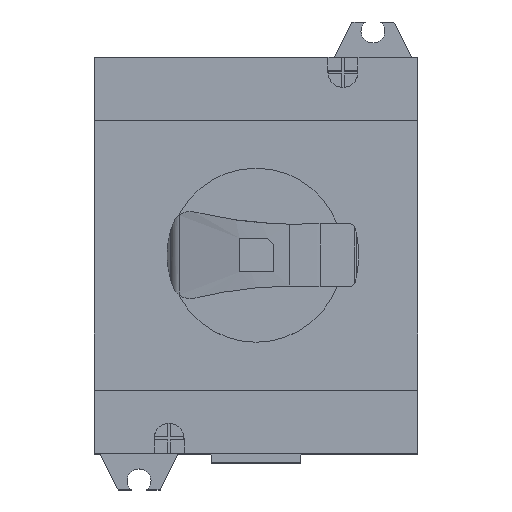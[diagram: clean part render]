
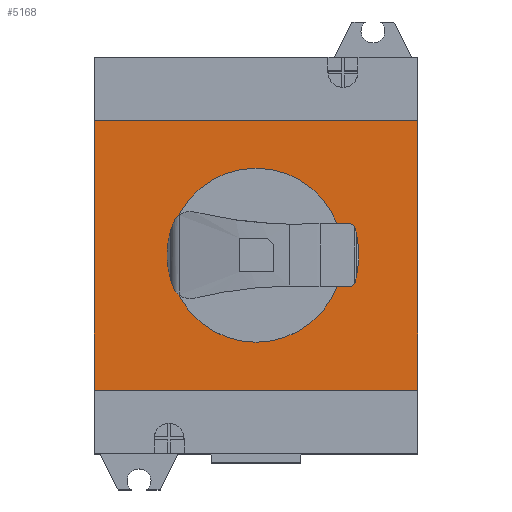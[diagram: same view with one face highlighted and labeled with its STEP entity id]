
A CAD part, top view. The second image highlights one B-rep face of the part: STEP entity #5168.
In plain terms, the highlighted planar face has unit normal (0, 0, 1).
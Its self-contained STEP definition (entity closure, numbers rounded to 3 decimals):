
#197=FACE_OUTER_BOUND($,#492,.T.);
#492=EDGE_LOOP($,(#3609,#3610,#3611,#3612));
#868=LINE($,#7405,#1545);
#871=LINE($,#7411,#1548);
#874=LINE($,#7417,#1551);
#877=LINE($,#7421,#1554);
#1545=VECTOR($,#5996,45.);
#1548=VECTOR($,#6001,54.);
#1551=VECTOR($,#6006,45.);
#1554=VECTOR($,#6011,54.);
#2182=VERTEX_POINT($,#7402);
#2183=VERTEX_POINT($,#7404);
#2185=VERTEX_POINT($,#7410);
#2187=VERTEX_POINT($,#7416);
#2721=EDGE_CURVE($,#2183,#2182,#868,.T.);
#2724=EDGE_CURVE($,#2185,#2183,#871,.T.);
#2727=EDGE_CURVE($,#2187,#2185,#874,.T.);
#2730=EDGE_CURVE($,#2182,#2187,#877,.T.);
#3609=ORIENTED_EDGE($,*,*,#2730,.T.);
#3610=ORIENTED_EDGE($,*,*,#2727,.T.);
#3611=ORIENTED_EDGE($,*,*,#2724,.T.);
#3612=ORIENTED_EDGE($,*,*,#2721,.T.);
#4904=PLANE($,#5482);
#5168=ADVANCED_FACE($,(#197),#4904,.T.);
#5482=AXIS2_PLACEMENT_3D($,#7423,#6014,#6015);
#5996=DIRECTION($,(0.,1.,0.));
#6001=DIRECTION($,(1.,0.,0.));
#6006=DIRECTION($,(0.,-1.,0.));
#6011=DIRECTION($,(-1.,0.,0.));
#6014=DIRECTION('center_axis',(0.,0.,1.));
#6015=DIRECTION('ref_axis',(1.,0.,0.));
#7402=CARTESIAN_POINT('',(54.,22.5,77.));
#7404=CARTESIAN_POINT('',(54.,-22.5,77.));
#7405=CARTESIAN_POINT($,(54.,22.5,77.));
#7410=CARTESIAN_POINT('',(0.,-22.5,77.));
#7411=CARTESIAN_POINT($,(54.,-22.5,77.));
#7416=CARTESIAN_POINT('',(0.,22.5,77.));
#7417=CARTESIAN_POINT($,(0.,-22.5,77.));
#7421=CARTESIAN_POINT($,(0.,22.5,77.));
#7423=CARTESIAN_POINT('Origin',(27.,0.,
77.));
